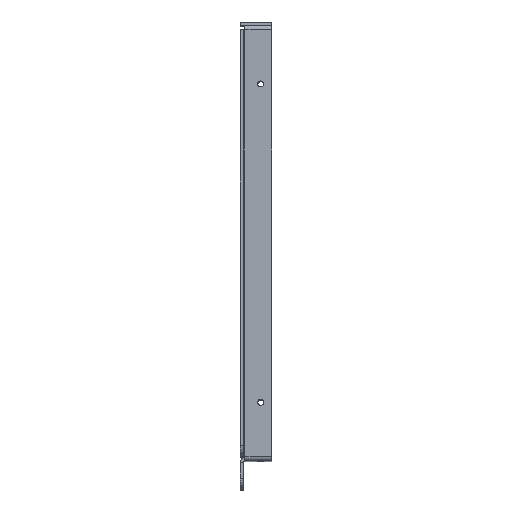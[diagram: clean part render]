
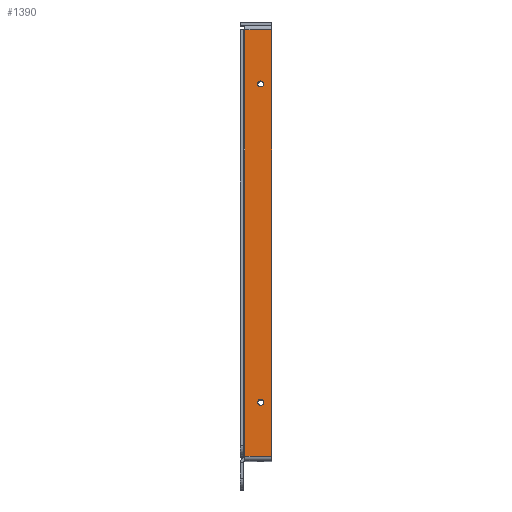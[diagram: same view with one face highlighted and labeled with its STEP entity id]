
A CAD part, top view. The second image highlights one B-rep face of the part: STEP entity #1390.
In plain terms, the highlighted planar face has unit normal (0, 0, 1).
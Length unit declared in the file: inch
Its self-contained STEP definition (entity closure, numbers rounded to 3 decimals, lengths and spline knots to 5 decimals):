
#57=FACE_BOUND('',#335,.T.);
#58=FACE_BOUND('',#336,.T.);
#68=CIRCLE('',#1421,0.068);
#72=CIRCLE('',#1427,0.068);
#220=FACE_OUTER_BOUND('',#334,.T.);
#334=EDGE_LOOP('',(#1129,#1130,#1131,#1132));
#335=EDGE_LOOP('',(#1133));
#336=EDGE_LOOP('',(#1134));
#401=LINE('',#2147,#511);
#437=LINE('',#2258,#547);
#443=LINE('',#2272,#553);
#445=LINE('',#2275,#555);
#511=VECTOR('',#1744,9.7155);
#547=VECTOR('',#1880,0.6135);
#553=VECTOR('',#1900,9.7155);
#555=VECTOR('',#1904,0.6135);
#590=VERTEX_POINT('',#2005);
#594=VERTEX_POINT('',#2015);
#638=VERTEX_POINT('',#2132);
#639=VERTEX_POINT('',#2136);
#665=VERTEX_POINT('',#2257);
#666=VERTEX_POINT('',#2271);
#696=EDGE_CURVE('',#590,#590,#68,.T.);
#700=EDGE_CURVE('',#594,#594,#72,.T.);
#761=EDGE_CURVE('',#638,#639,#401,.T.);
#818=EDGE_CURVE('',#665,#638,#437,.T.);
#825=EDGE_CURVE('',#665,#666,#443,.T.);
#827=EDGE_CURVE('',#639,#666,#445,.T.);
#1129=ORIENTED_EDGE('',*,*,#761,.T.);
#1130=ORIENTED_EDGE('',*,*,#827,.T.);
#1131=ORIENTED_EDGE('',*,*,#825,.F.);
#1132=ORIENTED_EDGE('',*,*,#818,.T.);
#1133=ORIENTED_EDGE('',*,*,#696,.T.);
#1134=ORIENTED_EDGE('',*,*,#700,.T.);
#1226=PLANE('',#1533);
#1390=ADVANCED_FACE('',(#220,#57,#58),#1226,.T.);
#1421=AXIS2_PLACEMENT_3D('',#2006,#1598,#1599);
#1427=AXIS2_PLACEMENT_3D('',#2016,#1610,#1611);
#1533=AXIS2_PLACEMENT_3D('',#2274,#1902,#1903);
#1598=DIRECTION('center_axis',(0.,0.,-1.));
#1599=DIRECTION('ref_axis',(1.,0.,0.));
#1610=DIRECTION('center_axis',(0.,0.,-1.));
#1611=DIRECTION('ref_axis',(1.,0.,0.));
#1744=DIRECTION('',(0.,-1.,0.));
#1880=DIRECTION('',(-1.,0.,0.));
#1900=DIRECTION('',(0.,-1.,0.));
#1902=DIRECTION('center_axis',(0.,0.,1.));
#1903=DIRECTION('ref_axis',(1.,0.,0.));
#1904=DIRECTION('',(1.,0.,0.));
#2005=CARTESIAN_POINT('',(0.00438,-3.625,0.074));
#2006=CARTESIAN_POINT('Origin',(0.07238,-3.625,0.074));
#2015=CARTESIAN_POINT('',(0.00438,3.625,0.074));
#2016=CARTESIAN_POINT('Origin',(0.07238,3.625,0.074));
#2132=CARTESIAN_POINT('',(-0.29113,4.85775,0.074));
#2136=CARTESIAN_POINT('',(-0.29113,-4.85775,0.074));
#2147=CARTESIAN_POINT('',(-0.29113,-2.42888,0.074));
#2257=CARTESIAN_POINT('',(0.32237,4.85775,0.074));
#2258=CARTESIAN_POINT('',(0.16119,4.85775,0.074));
#2271=CARTESIAN_POINT('',(0.32238,-4.85775,0.074));
#2272=CARTESIAN_POINT('',(0.32238,-4.963,0.074));
#2274=CARTESIAN_POINT('Origin',(0.,0.,
0.074));
#2275=CARTESIAN_POINT('',(-0.16119,-4.85775,0.074));
